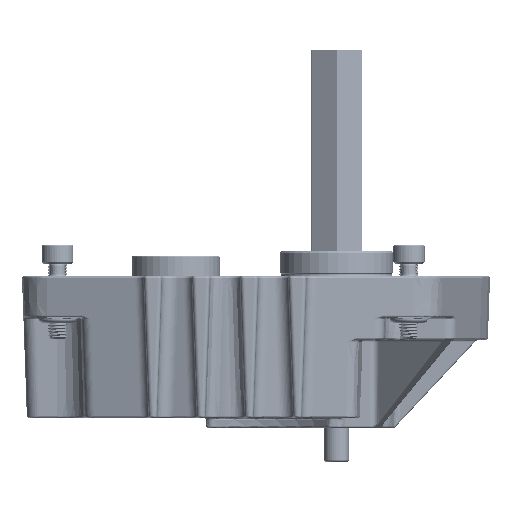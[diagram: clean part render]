
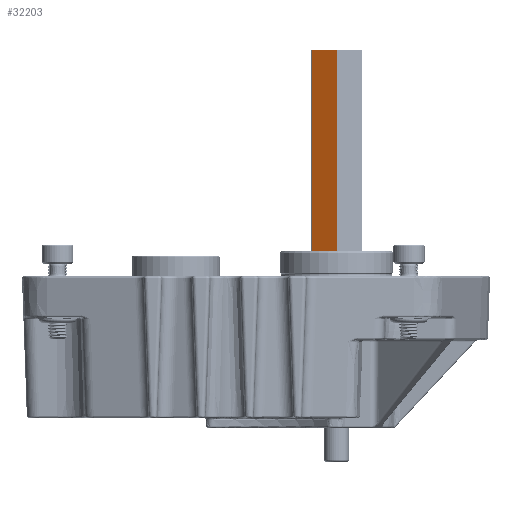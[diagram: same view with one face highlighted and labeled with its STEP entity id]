
A CAD part, left-side view. The second image highlights one B-rep face of the part: STEP entity #32203.
In plain terms, the highlighted face is planar.
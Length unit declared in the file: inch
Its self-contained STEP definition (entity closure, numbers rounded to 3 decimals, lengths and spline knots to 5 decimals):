
#614 = CARTESIAN_POINT ( 'NONE',  ( 3.5995, 0., -0.28868 ) ) ;
#2919 = CARTESIAN_POINT ( 'NONE',  ( 3.5995, 0., -0.28868 ) ) ;
#4140 = EDGE_LOOP ( 'NONE', ( #84248, #89004, #48880, #59286 ) ) ;
#5823 = CARTESIAN_POINT ( 'NONE',  ( 3.5995, 0.25, -0.14434 ) ) ;
#9326 = VECTOR ( 'NONE', #16023, 39.37008 ) ;
#12118 = VERTEX_POINT ( 'NONE', #12155 ) ;
#12155 = CARTESIAN_POINT ( 'NONE',  ( 3.5995, 0., -0.28868 ) ) ;
#16023 = DIRECTION ( 'NONE',  ( 0., 0.866, 0.5 ) ) ;
#18123 = CARTESIAN_POINT ( 'NONE',  ( 0.805, 0.25, -0.14434 ) ) ;
#19267 = AXIS2_PLACEMENT_3D ( 'NONE', #38898, #29904, #59940 ) ;
#19798 = LINE ( 'NONE', #5823, #59081 ) ;
#21272 = DIRECTION ( 'NONE',  ( -1., 0., 0. ) ) ;
#22207 = VECTOR ( 'NONE', #54965, 39.37008 ) ;
#22991 = VERTEX_POINT ( 'NONE', #46404 ) ;
#23456 = LINE ( 'NONE', #46502, #22207 ) ;
#25861 = LINE ( 'NONE', #2919, #9326 ) ;
#29904 = DIRECTION ( 'NONE',  ( 0., -0.5, 0.866 ) ) ;
#30251 = EDGE_CURVE ( 'NONE', #87863, #35386, #23456, .T. ) ;
#31501 = LINE ( 'NONE', #614, #58238 ) ;
#32203 = ADVANCED_FACE ( 'NONE', ( #76909 ), #77382, .F. ) ;
#35386 = VERTEX_POINT ( 'NONE', #18123 ) ;
#38898 = CARTESIAN_POINT ( 'NONE',  ( 3.5995, 0., -0.28868 ) ) ;
#42039 = CARTESIAN_POINT ( 'NONE',  ( 0.805, 0., -0.28868 ) ) ;
#46404 = CARTESIAN_POINT ( 'NONE',  ( 3.5995, 0.25, -0.14434 ) ) ;
#46502 = CARTESIAN_POINT ( 'NONE',  ( 0.805, 0., -0.28868 ) ) ;
#48880 = ORIENTED_EDGE ( 'NONE', *, *, #84372, .F. ) ;
#54965 = DIRECTION ( 'NONE',  ( 0., 0.866, 0.5 ) ) ;
#57209 = EDGE_CURVE ( 'NONE', #12118, #87863, #31501, .T. ) ;
#58238 = VECTOR ( 'NONE', #63033, 39.37008 ) ;
#59081 = VECTOR ( 'NONE', #21272, 39.37008 ) ;
#59286 = ORIENTED_EDGE ( 'NONE', *, *, #57209, .T. ) ;
#59940 = DIRECTION ( 'NONE',  ( 0., -0.866, -0.5 ) ) ;
#63033 = DIRECTION ( 'NONE',  ( -1., 0., 0. ) ) ;
#65344 = EDGE_CURVE ( 'NONE', #22991, #35386, #19798, .T. ) ;
#76909 = FACE_OUTER_BOUND ( 'NONE', #4140, .T. ) ;
#77382 = PLANE ( 'NONE',  #19267 ) ;
#84248 = ORIENTED_EDGE ( 'NONE', *, *, #30251, .T. ) ;
#84372 = EDGE_CURVE ( 'NONE', #12118, #22991, #25861, .T. ) ;
#87863 = VERTEX_POINT ( 'NONE', #42039 ) ;
#89004 = ORIENTED_EDGE ( 'NONE', *, *, #65344, .F. ) ;
